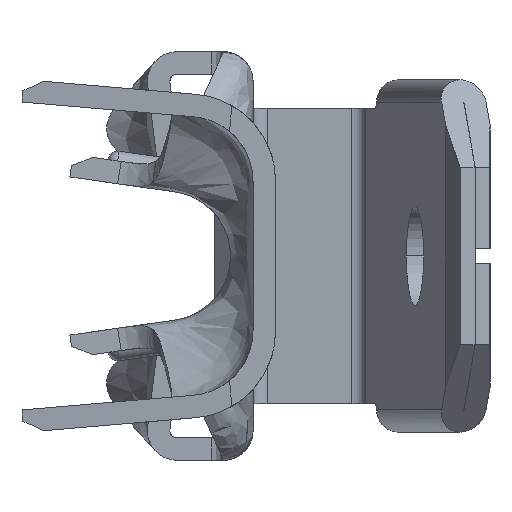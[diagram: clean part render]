
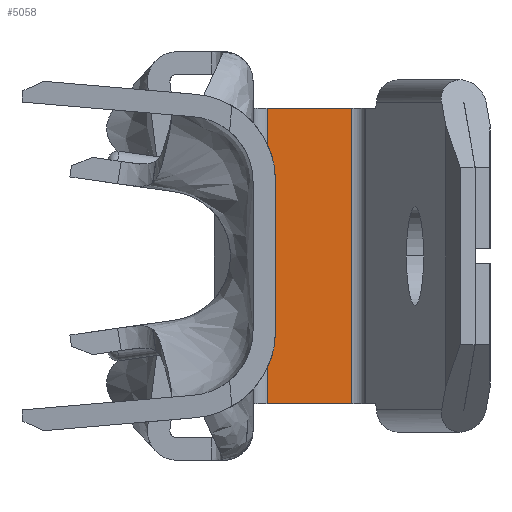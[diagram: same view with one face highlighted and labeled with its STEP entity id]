
A CAD part, left-side view. The second image highlights one B-rep face of the part: STEP entity #5058.
In plain terms, the highlighted planar face has unit normal (-1, 0, 0).
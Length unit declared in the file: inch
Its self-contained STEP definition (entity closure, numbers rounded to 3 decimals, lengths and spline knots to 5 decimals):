
#249 = PLANE ( 'NONE',  #4476 ) ;
#441 = ORIENTED_EDGE ( 'NONE', *, *, #6704, .F. ) ;
#541 = EDGE_LOOP ( 'NONE', ( #6367, #441, #6764, #4974 ) ) ;
#542 = CARTESIAN_POINT ( 'NONE',  ( 0.014, -0.026, 0.105 ) ) ;
#1061 = VERTEX_POINT ( 'NONE', #1475 ) ;
#1183 = CARTESIAN_POINT ( 'NONE',  ( 0.014, -0.026, 0.105 ) ) ;
#1282 = DIRECTION ( 'NONE',  ( 0., -1., 0. ) ) ;
#1475 = CARTESIAN_POINT ( 'NONE',  ( 0.014, -0.086, 0.105 ) ) ;
#1706 = DIRECTION ( 'NONE',  ( 0., 1., 0. ) ) ;
#2088 = CARTESIAN_POINT ( 'NONE',  ( 0.014, -0.086, -0.105 ) ) ;
#2159 = CARTESIAN_POINT ( 'NONE',  ( 0.014, -0.026, 0.105 ) ) ;
#2642 = CARTESIAN_POINT ( 'NONE',  ( 0.014, -0.026, -0.105 ) ) ;
#2782 = EDGE_CURVE ( 'NONE', #5195, #1061, #6215, .T. ) ;
#2798 = VERTEX_POINT ( 'NONE', #2642 ) ;
#4476 = AXIS2_PLACEMENT_3D ( 'NONE', #5126, #5804, #1706 ) ;
#4626 = CARTESIAN_POINT ( 'NONE',  ( 0.014, -0.026, -0.105 ) ) ;
#4657 = DIRECTION ( 'NONE',  ( 0., -1., 0. ) ) ;
#4871 = VECTOR ( 'NONE', #5591, 39.37008 ) ;
#4974 = ORIENTED_EDGE ( 'NONE', *, *, #7167, .T. ) ;
#5058 = ADVANCED_FACE ( 'NONE', ( #8193 ), #249, .F. ) ;
#5089 = VECTOR ( 'NONE', #6378, 39.37008 ) ;
#5126 = CARTESIAN_POINT ( 'NONE',  ( 0.014, -0.026, 0.105 ) ) ;
#5195 = VERTEX_POINT ( 'NONE', #1183 ) ;
#5526 = LINE ( 'NONE', #5687, #5089 ) ;
#5591 = DIRECTION ( 'NONE',  ( 0., 0., -1. ) ) ;
#5687 = CARTESIAN_POINT ( 'NONE',  ( 0.014, -0.086, 0.105 ) ) ;
#5804 = DIRECTION ( 'NONE',  ( 1., 0., 0. ) ) ;
#6023 = VECTOR ( 'NONE', #4657, 39.37008 ) ;
#6215 = LINE ( 'NONE', #542, #6417 ) ;
#6367 = ORIENTED_EDGE ( 'NONE', *, *, #8887, .T. ) ;
#6378 = DIRECTION ( 'NONE',  ( 0., 0., -1. ) ) ;
#6417 = VECTOR ( 'NONE', #1282, 39.37008 ) ;
#6685 = VERTEX_POINT ( 'NONE', #2088 ) ;
#6704 = EDGE_CURVE ( 'NONE', #1061, #6685, #5526, .T. ) ;
#6764 = ORIENTED_EDGE ( 'NONE', *, *, #2782, .F. ) ;
#7167 = EDGE_CURVE ( 'NONE', #5195, #2798, #7561, .T. ) ;
#7561 = LINE ( 'NONE', #2159, #4871 ) ;
#7845 = LINE ( 'NONE', #4626, #6023 ) ;
#8193 = FACE_OUTER_BOUND ( 'NONE', #541, .T. ) ;
#8887 = EDGE_CURVE ( 'NONE', #2798, #6685, #7845, .T. ) ;
